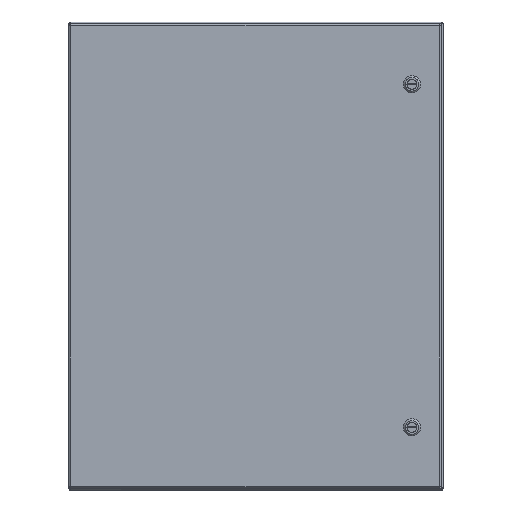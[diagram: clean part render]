
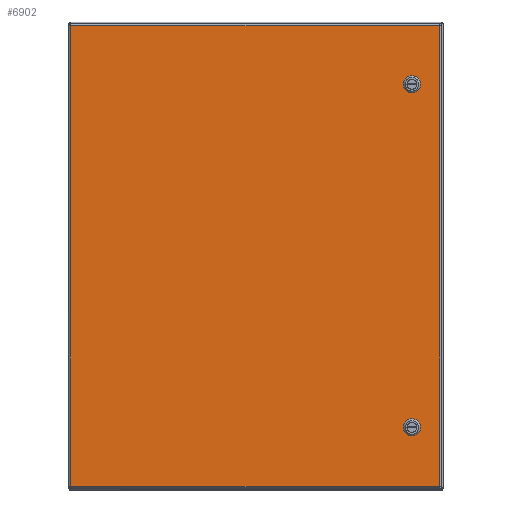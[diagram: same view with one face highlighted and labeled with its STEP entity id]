
A CAD part, top view. The second image highlights one B-rep face of the part: STEP entity #6902.
In plain terms, the highlighted face is planar.
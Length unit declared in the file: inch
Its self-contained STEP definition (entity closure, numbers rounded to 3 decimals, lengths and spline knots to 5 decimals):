
#4959=CARTESIAN_POINT('',(2.08762,4.275,0.0));
#4960=VERTEX_POINT('',#4959);
#4967=CARTESIAN_POINT('',(2.275,4.08762,0.0));
#4968=VERTEX_POINT('',#4967);
#4969=CARTESIAN_POINT('',(1.875,3.875,0.0));
#4970=DIRECTION('',(0.0,0.0,1.0));
#4971=DIRECTION('',(-0.469,-0.883,0.0));
#4972=AXIS2_PLACEMENT_3D('',#4969,#4970,#4971);
#4973=CIRCLE('',#4972,0.453);
#4974=EDGE_CURVE('',#4968,#4960,#4973,.T.);
#4999=CARTESIAN_POINT('',(2.275,3.66238,0.0));
#5000=VERTEX_POINT('',#4999);
#5001=CARTESIAN_POINT('',(2.275,3.66238,0.0));
#5002=DIRECTION('',(0.0,1.0,0.0));
#5003=VECTOR('',#5002,0.42525);
#5004=LINE('',#5001,#5003);
#5005=EDGE_CURVE('',#5000,#4968,#5004,.T.);
#5031=CARTESIAN_POINT('',(2.08762,3.475,0.0));
#5032=VERTEX_POINT('',#5031);
#5033=CARTESIAN_POINT('',(1.875,3.875,0.0));
#5034=DIRECTION('',(0.0,0.0,1.0));
#5035=DIRECTION('',(-0.883,0.469,0.0));
#5036=AXIS2_PLACEMENT_3D('',#5033,#5034,#5035);
#5037=CIRCLE('',#5036,0.453);
#5038=EDGE_CURVE('',#5032,#5000,#5037,.T.);
#5063=CARTESIAN_POINT('',(1.66238,3.475,0.0));
#5064=VERTEX_POINT('',#5063);
#5065=CARTESIAN_POINT('',(1.66238,3.475,0.0));
#5066=DIRECTION('',(1.0,0.0,0.0));
#5067=VECTOR('',#5066,0.42525);
#5068=LINE('',#5065,#5067);
#5069=EDGE_CURVE('',#5064,#5032,#5068,.T.);
#5095=CARTESIAN_POINT('',(1.475,3.66238,0.0));
#5096=VERTEX_POINT('',#5095);
#5097=CARTESIAN_POINT('',(1.875,3.875,0.0));
#5098=DIRECTION('',(0.0,0.0,1.0));
#5099=DIRECTION('',(0.469,0.883,0.0));
#5100=AXIS2_PLACEMENT_3D('',#5097,#5098,#5099);
#5101=CIRCLE('',#5100,0.453);
#5102=EDGE_CURVE('',#5096,#5064,#5101,.T.);
#5127=CARTESIAN_POINT('',(1.475,4.08762,0.0));
#5128=VERTEX_POINT('',#5127);
#5129=CARTESIAN_POINT('',(1.475,4.08762,0.0));
#5130=DIRECTION('',(0.0,-1.0,0.0));
#5131=VECTOR('',#5130,0.42525);
#5132=LINE('',#5129,#5131);
#5133=EDGE_CURVE('',#5128,#5096,#5132,.T.);
#5159=CARTESIAN_POINT('',(1.66238,4.275,0.0));
#5160=VERTEX_POINT('',#5159);
#5161=CARTESIAN_POINT('',(1.875,3.875,0.0));
#5162=DIRECTION('',(0.0,0.0,1.0));
#5163=DIRECTION('',(0.883,-0.469,0.0));
#5164=AXIS2_PLACEMENT_3D('',#5161,#5162,#5163);
#5165=CIRCLE('',#5164,0.453);
#5166=EDGE_CURVE('',#5160,#5128,#5165,.T.);
#5189=CARTESIAN_POINT('',(2.08762,4.275,0.0));
#5190=DIRECTION('',(-1.0,0.0,0.0));
#5191=VECTOR('',#5190,0.42525);
#5192=LINE('',#5189,#5191);
#5193=EDGE_CURVE('',#4960,#5160,#5192,.T.);
#5215=CARTESIAN_POINT('',(2.08762,26.275,0.0));
#5216=VERTEX_POINT('',#5215);
#5223=CARTESIAN_POINT('',(2.275,26.08762,0.0));
#5224=VERTEX_POINT('',#5223);
#5225=CARTESIAN_POINT('',(1.875,25.875,0.0));
#5226=DIRECTION('',(0.0,0.0,1.0));
#5227=DIRECTION('',(-0.469,-0.883,0.0));
#5228=AXIS2_PLACEMENT_3D('',#5225,#5226,#5227);
#5229=CIRCLE('',#5228,0.453);
#5230=EDGE_CURVE('',#5224,#5216,#5229,.T.);
#5255=CARTESIAN_POINT('',(2.275,25.66238,0.0));
#5256=VERTEX_POINT('',#5255);
#5257=CARTESIAN_POINT('',(2.275,25.66238,0.0));
#5258=DIRECTION('',(0.0,1.0,0.0));
#5259=VECTOR('',#5258,0.42525);
#5260=LINE('',#5257,#5259);
#5261=EDGE_CURVE('',#5256,#5224,#5260,.T.);
#5287=CARTESIAN_POINT('',(2.08762,25.475,0.0));
#5288=VERTEX_POINT('',#5287);
#5289=CARTESIAN_POINT('',(1.875,25.875,0.0));
#5290=DIRECTION('',(0.0,0.0,1.0));
#5291=DIRECTION('',(-0.883,0.469,0.0));
#5292=AXIS2_PLACEMENT_3D('',#5289,#5290,#5291);
#5293=CIRCLE('',#5292,0.453);
#5294=EDGE_CURVE('',#5288,#5256,#5293,.T.);
#5319=CARTESIAN_POINT('',(1.66238,25.475,0.0));
#5320=VERTEX_POINT('',#5319);
#5321=CARTESIAN_POINT('',(1.66238,25.475,0.0));
#5322=DIRECTION('',(1.0,0.0,0.0));
#5323=VECTOR('',#5322,0.42525);
#5324=LINE('',#5321,#5323);
#5325=EDGE_CURVE('',#5320,#5288,#5324,.T.);
#5351=CARTESIAN_POINT('',(1.475,25.66238,0.0));
#5352=VERTEX_POINT('',#5351);
#5353=CARTESIAN_POINT('',(1.875,25.875,0.0));
#5354=DIRECTION('',(0.0,0.0,1.0));
#5355=DIRECTION('',(0.469,0.883,0.0));
#5356=AXIS2_PLACEMENT_3D('',#5353,#5354,#5355);
#5357=CIRCLE('',#5356,0.453);
#5358=EDGE_CURVE('',#5352,#5320,#5357,.T.);
#5383=CARTESIAN_POINT('',(1.475,26.08762,0.0));
#5384=VERTEX_POINT('',#5383);
#5385=CARTESIAN_POINT('',(1.475,26.08762,0.0));
#5386=DIRECTION('',(0.0,-1.0,0.0));
#5387=VECTOR('',#5386,0.42525);
#5388=LINE('',#5385,#5387);
#5389=EDGE_CURVE('',#5384,#5352,#5388,.T.);
#5415=CARTESIAN_POINT('',(1.66238,26.275,0.0));
#5416=VERTEX_POINT('',#5415);
#5417=CARTESIAN_POINT('',(1.875,25.875,0.0));
#5418=DIRECTION('',(0.0,0.0,1.0));
#5419=DIRECTION('',(0.883,-0.469,0.0));
#5420=AXIS2_PLACEMENT_3D('',#5417,#5418,#5419);
#5421=CIRCLE('',#5420,0.453);
#5422=EDGE_CURVE('',#5416,#5384,#5421,.T.);
#5445=CARTESIAN_POINT('',(2.08762,26.275,0.0));
#5446=DIRECTION('',(-1.0,0.0,0.0));
#5447=VECTOR('',#5446,0.42525);
#5448=LINE('',#5445,#5447);
#5449=EDGE_CURVE('',#5216,#5416,#5448,.T.);
#5900=CARTESIAN_POINT('',(23.76975,0.10525,0.));
#5901=VERTEX_POINT('',#5900);
#5912=CARTESIAN_POINT('',(23.76975,29.64475,0.));
#5913=VERTEX_POINT('',#5912);
#5914=CARTESIAN_POINT('',(23.76975,29.64475,0.0));
#5915=DIRECTION('',(0.0,-1.0,0.0));
#5916=VECTOR('',#5915,29.5395);
#5917=LINE('',#5914,#5916);
#5918=EDGE_CURVE('',#5913,#5901,#5917,.T.);
#6070=CARTESIAN_POINT('',(0.10525,0.10525,0.));
#6071=VERTEX_POINT('',#6070);
#6082=CARTESIAN_POINT('',(23.76975,0.10525,0.0));
#6083=DIRECTION('',(-1.0,0.0,0.0));
#6084=VECTOR('',#6083,23.6645);
#6085=LINE('',#6082,#6084);
#6086=EDGE_CURVE('',#5901,#6071,#6085,.T.);
#6347=CARTESIAN_POINT('',(0.10525,29.64475,0.));
#6348=VERTEX_POINT('',#6347);
#6359=CARTESIAN_POINT('',(0.10525,0.10525,0.0));
#6360=DIRECTION('',(0.0,1.0,0.0));
#6361=VECTOR('',#6360,29.5395);
#6362=LINE('',#6359,#6361);
#6363=EDGE_CURVE('',#6071,#6348,#6362,.T.);
#6628=CARTESIAN_POINT('',(0.10525,29.64475,0.0));
#6629=DIRECTION('',(1.0,0.0,0.0));
#6630=VECTOR('',#6629,23.6645);
#6631=LINE('',#6628,#6630);
#6632=EDGE_CURVE('',#6348,#5913,#6631,.T.);
#6871=CARTESIAN_POINT('',(11.9375,14.875,0.0));
#6872=DIRECTION('',(0.0,0.0,1.0));
#6873=DIRECTION('',(1.0,0.0,0.0));
#6874=AXIS2_PLACEMENT_3D('',#6871,#6872,#6873);
#6875=PLANE('',#6874);
#6876=ORIENTED_EDGE('',*,*,#5918,.T.);
#6877=ORIENTED_EDGE('',*,*,#6086,.T.);
#6878=ORIENTED_EDGE('',*,*,#6363,.T.);
#6879=ORIENTED_EDGE('',*,*,#6632,.T.);
#6880=EDGE_LOOP('',(#6876,#6877,#6878,#6879));
#6881=FACE_OUTER_BOUND('',#6880,.T.);
#6882=ORIENTED_EDGE('',*,*,#4974,.T.);
#6883=ORIENTED_EDGE('',*,*,#5193,.T.);
#6884=ORIENTED_EDGE('',*,*,#5166,.T.);
#6885=ORIENTED_EDGE('',*,*,#5133,.T.);
#6886=ORIENTED_EDGE('',*,*,#5102,.T.);
#6887=ORIENTED_EDGE('',*,*,#5069,.T.);
#6888=ORIENTED_EDGE('',*,*,#5038,.T.);
#6889=ORIENTED_EDGE('',*,*,#5005,.T.);
#6890=EDGE_LOOP('',(#6882,#6883,#6884,#6885,#6886,#6887,#6888,#6889));
#6891=FACE_BOUND('',#6890,.T.);
#6892=ORIENTED_EDGE('',*,*,#5230,.T.);
#6893=ORIENTED_EDGE('',*,*,#5449,.T.);
#6894=ORIENTED_EDGE('',*,*,#5422,.T.);
#6895=ORIENTED_EDGE('',*,*,#5389,.T.);
#6896=ORIENTED_EDGE('',*,*,#5358,.T.);
#6897=ORIENTED_EDGE('',*,*,#5325,.T.);
#6898=ORIENTED_EDGE('',*,*,#5294,.T.);
#6899=ORIENTED_EDGE('',*,*,#5261,.T.);
#6900=EDGE_LOOP('',(#6892,#6893,#6894,#6895,#6896,#6897,#6898,#6899));
#6901=FACE_BOUND('',#6900,.T.);
#6902=ADVANCED_FACE('',(#6881,#6891,#6901),#6875,.F.);
